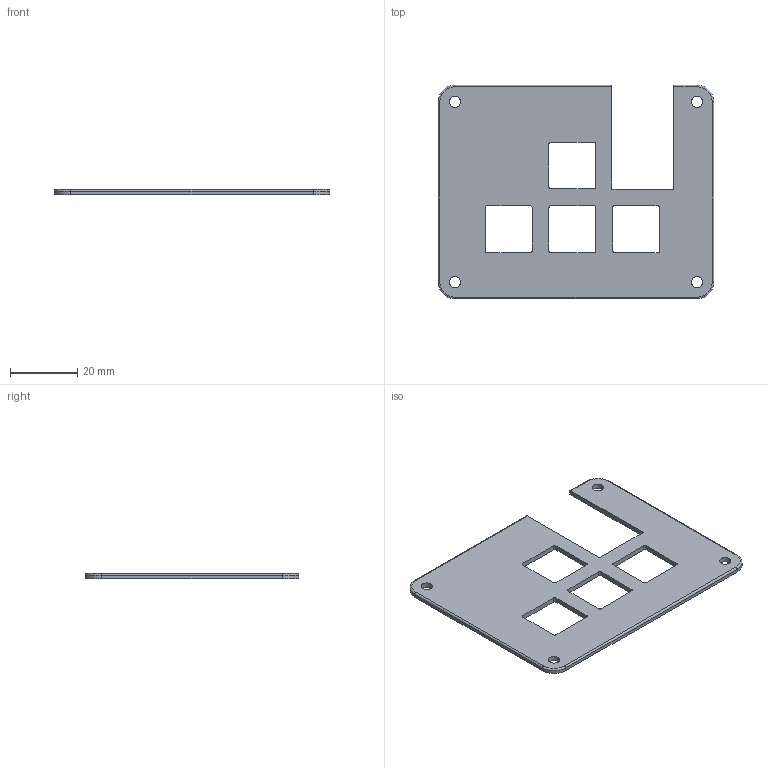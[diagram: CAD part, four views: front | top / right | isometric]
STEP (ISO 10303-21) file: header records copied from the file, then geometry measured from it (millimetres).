
FILE_DESCRIPTION(/* description */ (''),/* implementation_level */ '2;1');
FILE_NAME(/* name */ 'Top Plate 2.step',/* time_stamp */ '2026-01-25T14:11:36-05:00',/* author */ (''),/* organization */ (''),/* preprocessor_version */ 'ST-DEVELOPER v20.1',/* originating_system */ 'Autodesk Translation Framework v14.24.0.0',/* authorisation */ '');
FILE_SCHEMA (('AUTOMOTIVE_DESIGN { 1 0 10303 214 3 1 1 }'));
Length unit declared in the file: millimetre
Products named in the file (1): 2026-01-25-12-46-53-836
Bounding box: 82.27 x 63.78 x 1.5 mm (x, y, z)
Volume: 5735 mm3; surface area: 8521.6 mm2
Topology: 1 solids, 1 shells, 59 faces, 163 edges, 106 vertices
Faces by surface type: cylinder 29, plane 26, torus 4
Full cylindrical faces by diameter (mm): 3.4 x4
Entity records: 1960 total; most frequent: DIRECTION 345, CARTESIAN_POINT 329, ORIENTED_EDGE 326, EDGE_CURVE 163, AXIS2_PLACEMENT_3D 122, VERTEX_POINT 106, LINE 101, VECTOR 101
